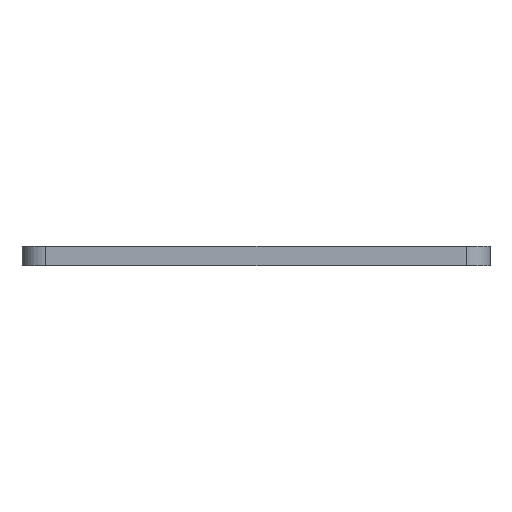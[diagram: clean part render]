
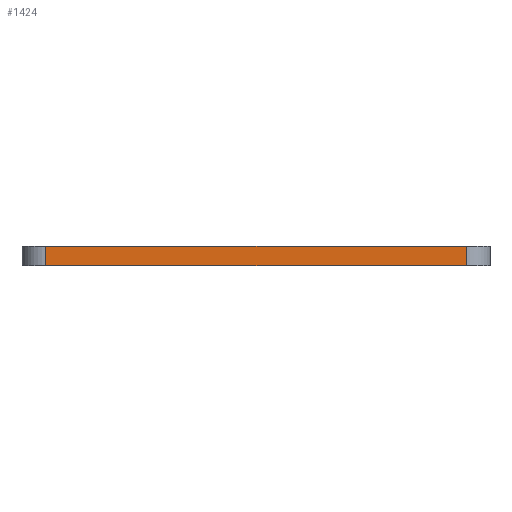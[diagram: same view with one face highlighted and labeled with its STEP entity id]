
A CAD part, left-side view. The second image highlights one B-rep face of the part: STEP entity #1424.
In plain terms, the highlighted planar face has unit normal (-1, 0, 0).
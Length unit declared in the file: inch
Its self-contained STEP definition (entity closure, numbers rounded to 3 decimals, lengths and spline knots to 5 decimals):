
#67=LINE('',#2152,#139);
#78=LINE('',#2242,#150);
#84=LINE('',#2259,#156);
#125=LINE('',#2487,#197);
#139=VECTOR('',#1703,0.3937);
#150=VECTOR('',#1794,0.3937);
#156=VECTOR('',#1812,0.3937);
#197=VECTOR('',#2081,0.3937);
#358=FACE_OUTER_BOUND('',#450,.T.);
#450=EDGE_LOOP('',(#1276,#1277,#1278,#1279));
#635=VERTEX_POINT('',#2149);
#636=VERTEX_POINT('',#2151);
#675=VERTEX_POINT('',#2241);
#680=VERTEX_POINT('',#2257);
#785=EDGE_CURVE('',#635,#636,#67,.T.);
#830=EDGE_CURVE('',#636,#675,#78,.T.);
#839=EDGE_CURVE('',#680,#635,#84,.T.);
#953=EDGE_CURVE('',#680,#675,#125,.T.);
#1276=ORIENTED_EDGE('',*,*,#830,.F.);
#1277=ORIENTED_EDGE('',*,*,#785,.F.);
#1278=ORIENTED_EDGE('',*,*,#839,.F.);
#1279=ORIENTED_EDGE('',*,*,#953,.T.);
#1364=PLANE('',#1632);
#1424=ADVANCED_FACE('',(#358),#1364,.T.);
#1632=AXIS2_PLACEMENT_3D('',#2486,#2079,#2080);
#1703=DIRECTION('',(0.,1.,0.));
#1794=DIRECTION('',(0.,0.,1.));
#1812=DIRECTION('',(0.,0.,-1.));
#2079=DIRECTION('center_axis',(-1.,0.,0.));
#2080=DIRECTION('ref_axis',(0.,1.,0.));
#2081=DIRECTION('',(0.,1.,0.));
#2149=CARTESIAN_POINT('',(-9.875,-6.625,-0.625));
#2151=CARTESIAN_POINT('',(-9.875,6.625,-0.625));
#2152=CARTESIAN_POINT('',(-9.875,-7.375,-0.625));
#2241=CARTESIAN_POINT('',(-9.875,6.625,0.));
#2242=CARTESIAN_POINT('',(-9.875,6.625,0.));
#2257=CARTESIAN_POINT('',(-9.875,-6.625,0.));
#2259=CARTESIAN_POINT('',(-9.875,-6.625,0.));
#2486=CARTESIAN_POINT('Origin',(-9.875,-7.375,0.));
#2487=CARTESIAN_POINT('',(-9.875,-7.375,0.));
